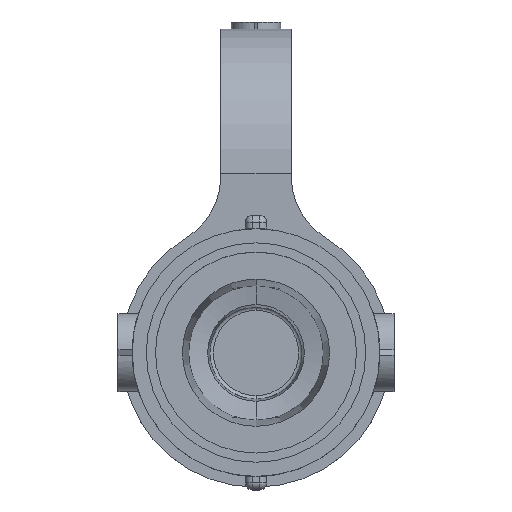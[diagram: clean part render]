
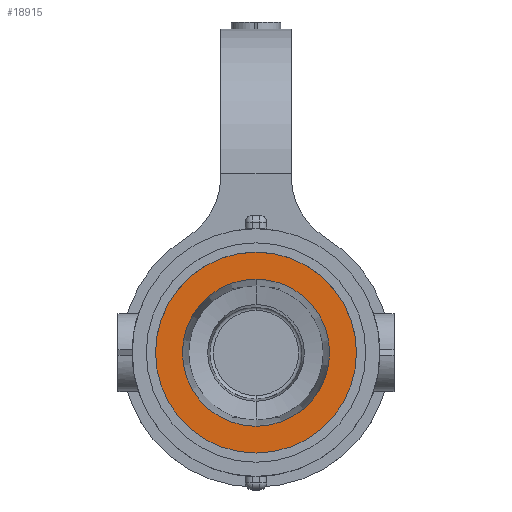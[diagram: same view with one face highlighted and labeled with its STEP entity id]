
A CAD part, top view. The second image highlights one B-rep face of the part: STEP entity #18915.
In plain terms, the highlighted planar face has unit normal (0, 0, 1).
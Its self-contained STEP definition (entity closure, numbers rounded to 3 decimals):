
#1352 = EDGE_CURVE ( 'NONE', #3558, #16023, #25754, .T. ) ;
#1707 = VERTEX_POINT ( 'NONE', #10759 ) ;
#2024 = AXIS2_PLACEMENT_3D ( 'NONE', #12622, #6431, #20298 ) ;
#2252 = DIRECTION ( 'NONE',  ( 0., 0., -1. ) ) ;
#2493 = DIRECTION ( 'NONE',  ( 0., 1., 0. ) ) ;
#2608 = EDGE_LOOP ( 'NONE', ( #6294, #13452 ) ) ;
#2991 = DIRECTION ( 'NONE',  ( 0., 1., 0. ) ) ;
#3026 = EDGE_LOOP ( 'NONE', ( #5969, #8044 ) ) ;
#3558 = VERTEX_POINT ( 'NONE', #5831 ) ;
#5189 = FACE_BOUND ( 'NONE', #3026, .T. ) ;
#5831 = CARTESIAN_POINT ( 'NONE',  ( 0., 14.2, 64.2 ) ) ;
#5969 = ORIENTED_EDGE ( 'NONE', *, *, #22584, .T. ) ;
#6294 = ORIENTED_EDGE ( 'NONE', *, *, #1352, .F. ) ;
#6431 = DIRECTION ( 'NONE',  ( 0., 0., -1. ) ) ;
#8044 = ORIENTED_EDGE ( 'NONE', *, *, #26086, .T. ) ;
#8177 = DIRECTION ( 'NONE',  ( 0., 1., 0. ) ) ;
#8940 = DIRECTION ( 'NONE',  ( 0., 1., 0. ) ) ;
#9148 = EDGE_CURVE ( 'NONE', #16023, #3558, #11267, .T. ) ;
#10082 = CARTESIAN_POINT ( 'NONE',  ( 0., -14.2, 64.2 ) ) ;
#10274 = PLANE ( 'NONE',  #12833 ) ;
#10759 = CARTESIAN_POINT ( 'NONE',  ( 0., -10.4, 64.2 ) ) ;
#11121 = AXIS2_PLACEMENT_3D ( 'NONE', #21238, #22915, #2991 ) ;
#11267 = CIRCLE ( 'NONE', #2024, 14.2 ) ;
#11272 = AXIS2_PLACEMENT_3D ( 'NONE', #16971, #24992, #8940 ) ;
#12458 = FACE_OUTER_BOUND ( 'NONE', #2608, .T. ) ;
#12622 = CARTESIAN_POINT ( 'NONE',  ( 0., 0., 64.2 ) ) ;
#12833 = AXIS2_PLACEMENT_3D ( 'NONE', #18644, #22529, #2493 ) ;
#13273 = CARTESIAN_POINT ( 'NONE',  ( 0., 10.4, 64.2 ) ) ;
#13452 = ORIENTED_EDGE ( 'NONE', *, *, #9148, .F. ) ;
#13999 = CIRCLE ( 'NONE', #11121, 10.4 ) ;
#14327 = CARTESIAN_POINT ( 'NONE',  ( 0., 0., 64.2 ) ) ;
#15922 = CIRCLE ( 'NONE', #11272, 10.4 ) ;
#16023 = VERTEX_POINT ( 'NONE', #10082 ) ;
#16971 = CARTESIAN_POINT ( 'NONE',  ( 0., 0., 64.2 ) ) ;
#17966 = VERTEX_POINT ( 'NONE', #13273 ) ;
#18644 = CARTESIAN_POINT ( 'NONE',  ( -14.2, 0., 64.2 ) ) ;
#18915 = ADVANCED_FACE ( 'NONE', ( #12458, #5189 ), #10274, .F. ) ;
#20298 = DIRECTION ( 'NONE',  ( 0., 1., 0. ) ) ;
#21238 = CARTESIAN_POINT ( 'NONE',  ( 0., 0., 64.2 ) ) ;
#22075 = AXIS2_PLACEMENT_3D ( 'NONE', #14327, #2252, #8177 ) ;
#22529 = DIRECTION ( 'NONE',  ( 0., 0., -1. ) ) ;
#22584 = EDGE_CURVE ( 'NONE', #1707, #17966, #13999, .T. ) ;
#22915 = DIRECTION ( 'NONE',  ( 0., 0., -1. ) ) ;
#24992 = DIRECTION ( 'NONE',  ( 0., 0., -1. ) ) ;
#25754 = CIRCLE ( 'NONE', #22075, 14.2 ) ;
#26086 = EDGE_CURVE ( 'NONE', #17966, #1707, #15922, .T. ) ;
